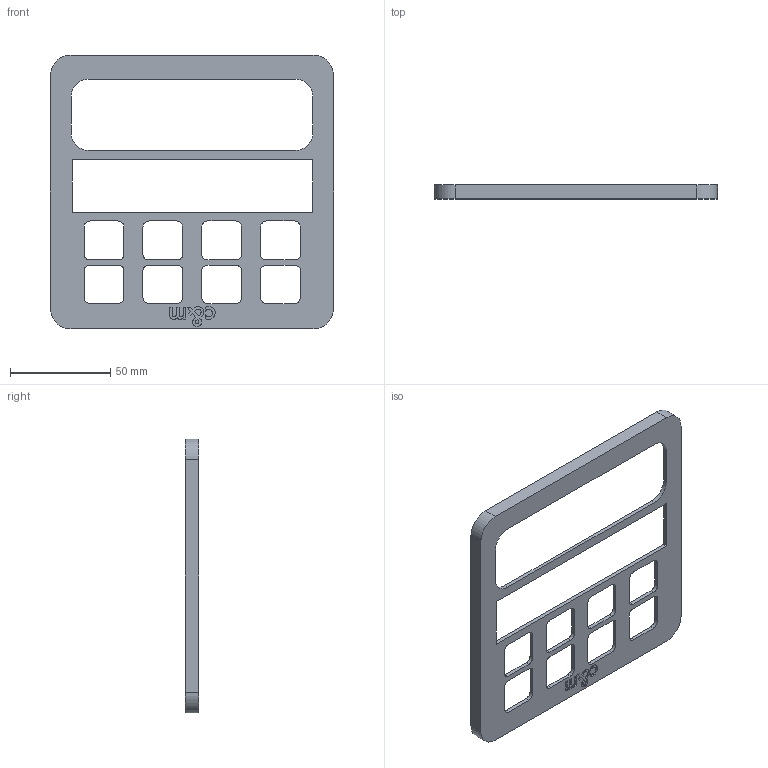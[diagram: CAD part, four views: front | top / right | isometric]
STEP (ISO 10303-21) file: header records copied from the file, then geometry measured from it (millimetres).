
FILE_DESCRIPTION(/* description */ (''),/* implementation_level */ '2;1');
FILE_NAME(/* name */ 'Stream Deck Plus Faceplate c&m remix v2.step',/* time_stamp */ '2024-05-14T23:12:16-07:00',/* author */ (''),/* organization */ (''),/* preprocessor_version */ 'ST-DEVELOPER v20',/* originating_system */ 'Autodesk Translation Framework v12.20.1.177',/* authorisation */ '');
FILE_SCHEMA (('AUTOMOTIVE_DESIGN { 1 0 10303 214 3 1 1 }'));
Length unit declared in the file: millimetre
Products named in the file (1): Stream Deck Plus Faceplate c&m remix
Bounding box: 141.29 x 6.97 x 136.71 mm (x, y, z)
Volume: 19861.4 mm3; surface area: 26554.3 mm2
Topology: 1 solids, 1 shells, 175 faces, 501 edges, 334 vertices
Faces by surface type: plane 79, bspline 52, cylinder 44
Entity records: 6283 total; most frequent: CARTESIAN_POINT 1895, ORIENTED_EDGE 1002, DIRECTION 733, EDGE_CURVE 501, VERTEX_POINT 334, LINE 309, VECTOR 309, AXIS2_PLACEMENT_3D 212
